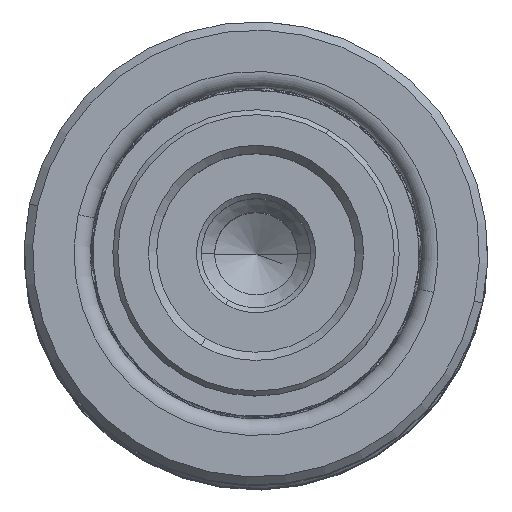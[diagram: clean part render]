
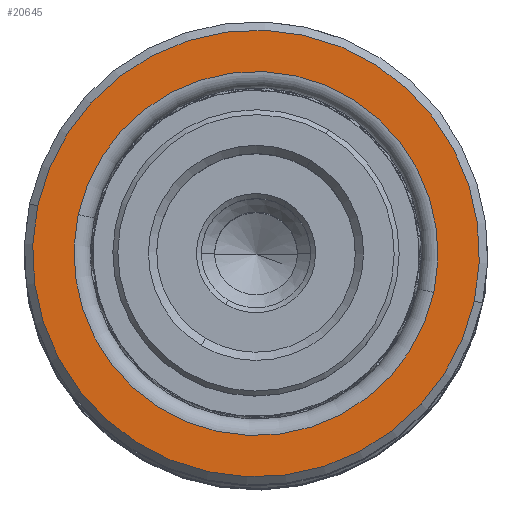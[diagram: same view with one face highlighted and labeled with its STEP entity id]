
A CAD part, top view. The second image highlights one B-rep face of the part: STEP entity #20645.
In plain terms, the highlighted face is planar.
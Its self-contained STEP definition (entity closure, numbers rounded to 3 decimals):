
#781 = CARTESIAN_POINT ( 'NONE',  ( 0., 0., 0. ) ) ;
#1361 = CIRCLE ( 'NONE', #31176, 11. ) ;
#2093 = CARTESIAN_POINT ( 'NONE',  ( 11., 0., 0. ) ) ;
#3041 = EDGE_CURVE ( 'NONE', #25018, #29049, #15149, .T. ) ;
#3255 = ORIENTED_EDGE ( 'NONE', *, *, #27282, .T. ) ;
#3477 = DIRECTION ( 'NONE',  ( 1., 0., 0. ) ) ;
#3672 = CARTESIAN_POINT ( 'NONE',  ( 0., 0., 0. ) ) ;
#5262 = DIRECTION ( 'NONE',  ( 0., 0., 1. ) ) ;
#6146 = FACE_OUTER_BOUND ( 'NONE', #25922, .T. ) ;
#6372 = DIRECTION ( 'NONE',  ( 1., 0., 0. ) ) ;
#10563 = DIRECTION ( 'NONE',  ( 0., 0., -1. ) ) ;
#12162 = AXIS2_PLACEMENT_3D ( 'NONE', #26594, #10563, #29300 ) ;
#15149 = CIRCLE ( 'NONE', #18052, 13.5 ) ;
#15736 = AXIS2_PLACEMENT_3D ( 'NONE', #21296, #5262, #23995 ) ;
#17291 = DIRECTION ( 'NONE',  ( 1., 0., 0. ) ) ;
#18052 = AXIS2_PLACEMENT_3D ( 'NONE', #781, #19493, #3477 ) ;
#18212 = ORIENTED_EDGE ( 'NONE', *, *, #3041, .T. ) ;
#18553 = CARTESIAN_POINT ( 'NONE',  ( 13.5, 0., 0. ) ) ;
#19493 = DIRECTION ( 'NONE',  ( 0., 0., -1. ) ) ;
#19747 = CARTESIAN_POINT ( 'NONE',  ( 0., 0., 0. ) ) ;
#19941 = ORIENTED_EDGE ( 'NONE', *, *, #22872, .T. ) ;
#20645 = ADVANCED_FACE ( 'NONE', ( #26707, #6146 ), #22435, .F. ) ;
#21216 = CIRCLE ( 'NONE', #15736, 11. ) ;
#21296 = CARTESIAN_POINT ( 'NONE',  ( 0., 0., 0. ) ) ;
#21646 = CARTESIAN_POINT ( 'NONE',  ( -11., 0., 0. ) ) ;
#21929 = CARTESIAN_POINT ( 'NONE',  ( -13.5, 0., 0. ) ) ;
#21943 = AXIS2_PLACEMENT_3D ( 'NONE', #19747, #33381, #17291 ) ;
#22022 = CIRCLE ( 'NONE', #12162, 13.5 ) ;
#22062 = ORIENTED_EDGE ( 'NONE', *, *, #22837, .T. ) ;
#22381 = DIRECTION ( 'NONE',  ( 0., 0., 1. ) ) ;
#22435 = PLANE ( 'NONE',  #21943 ) ;
#22825 = EDGE_LOOP ( 'NONE', ( #19941, #3255 ) ) ;
#22837 = EDGE_CURVE ( 'NONE', #29049, #25018, #22022, .T. ) ;
#22872 = EDGE_CURVE ( 'NONE', #32402, #31561, #21216, .T. ) ;
#23995 = DIRECTION ( 'NONE',  ( 1., 0., 0. ) ) ;
#25018 = VERTEX_POINT ( 'NONE', #21929 ) ;
#25922 = EDGE_LOOP ( 'NONE', ( #22062, #18212 ) ) ;
#26594 = CARTESIAN_POINT ( 'NONE',  ( 0., 0., 0. ) ) ;
#26707 = FACE_BOUND ( 'NONE', #22825, .T. ) ;
#27282 = EDGE_CURVE ( 'NONE', #31561, #32402, #1361, .T. ) ;
#29049 = VERTEX_POINT ( 'NONE', #18553 ) ;
#29300 = DIRECTION ( 'NONE',  ( 1., 0., 0. ) ) ;
#31176 = AXIS2_PLACEMENT_3D ( 'NONE', #3672, #22381, #6372 ) ;
#31561 = VERTEX_POINT ( 'NONE', #21646 ) ;
#32402 = VERTEX_POINT ( 'NONE', #2093 ) ;
#33381 = DIRECTION ( 'NONE',  ( 0., 0., 1. ) ) ;
